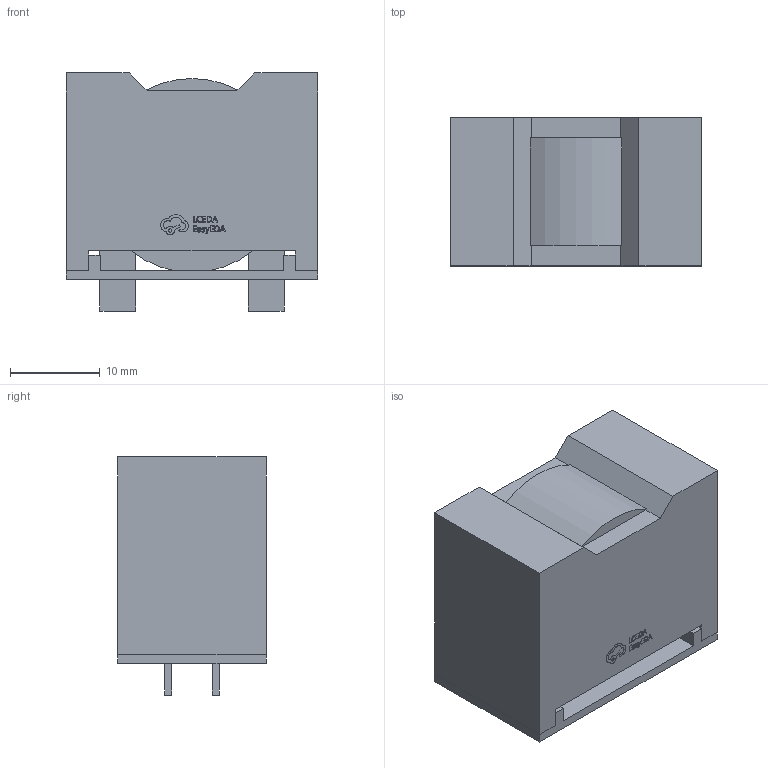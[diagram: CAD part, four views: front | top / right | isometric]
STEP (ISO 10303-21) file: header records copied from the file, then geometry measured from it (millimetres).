
FILE_DESCRIPTION (( 'STEP AP214' ), '1' );
FILE_NAME ('IND-TH_L28.0-W16.5_MPR2617-220K.STEP', '2024-05-10T03:39:41', ( 'PC' ), ( 'Microsoft' ), 'SwSTEP 2.0', 'SolidWorks 2020', '' );
FILE_SCHEMA (( 'AUTOMOTIVE_DESIGN' ));
Length unit declared in the file: millimetre
Products named in the file (1): IND-TH_L28.0-W16.5_MPR2617-220K
Bounding box: 28 x 16.51 x 26.5 mm (x, y, z)
Volume: 9891.8 mm3; surface area: 4174.9 mm2
Topology: 15 solids, 15 shells, 289 faces, 768 edges, 512 vertices
Faces by surface type: plane 188, bspline 98, cylinder 3
Entity records: 12763 total; most frequent: CARTESIAN_POINT 2876, ORIENTED_EDGE 1536, DIRECTION 958, EDGE_CURVE 768, LINE 562, VECTOR 562, VERTEX_POINT 512, UNCERTAINTY_MEASURE_WITH_UNIT 306
